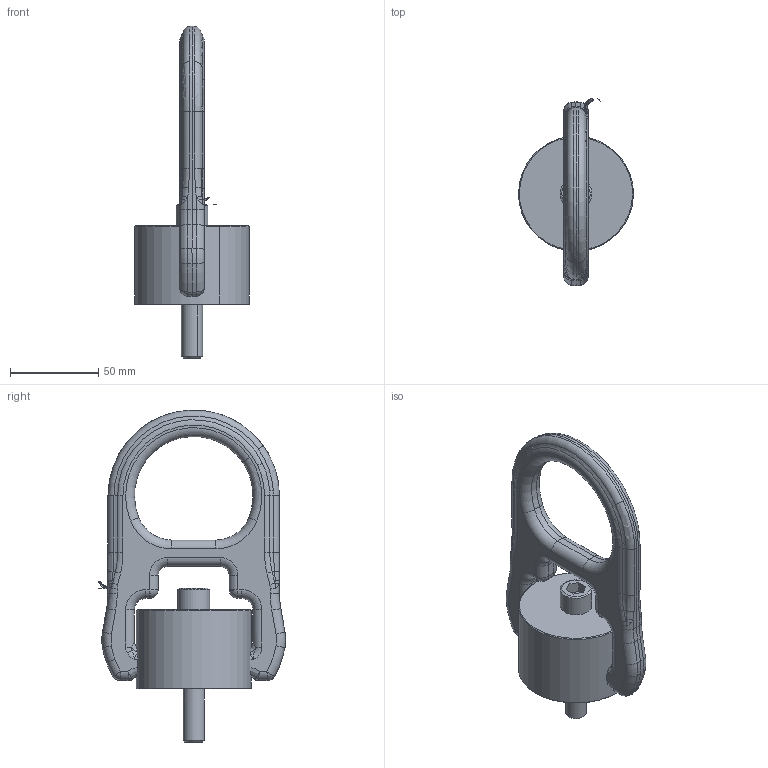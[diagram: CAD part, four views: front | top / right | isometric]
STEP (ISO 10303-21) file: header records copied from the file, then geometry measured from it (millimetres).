
FILE_DESCRIPTION(('CATIA V5 STEP Exchange'),'2;1');
FILE_NAME('8-203-010L.stp','2017-06-16T08:00:38+00:00',('none'),('none'),'CATIA Version 5 Release 21 GA (IN-10)','CATIA V5 STEP AP203','none');
FILE_SCHEMA(('CONFIG_CONTROL_DESIGN'));
Length unit declared in the file: millimetre
Products named in the file (1): 8-203-010L
Bounding box: 64.98 x 105.87 x 187.7 mm (x, y, z)
Volume: 239059.8 mm3; surface area: 37727.7 mm2
Topology: 1 solids, 1 shells, 249 faces, 595 edges, 329 vertices
Faces by surface type: cylinder 66, torus 56, bspline 56, plane 33, cone 30, sphere 8
Full cylindrical faces by diameter (mm): 10 x1
Entity records: 10511 total; most frequent: CARTESIAN_POINT 5466, ORIENTED_EDGE 1148, DIRECTION 777, EDGE_CURVE 574, AXIS2_PLACEMENT_3D 418, VERTEX_POINT 330, EDGE_LOOP 256, ADVANCED_FACE 249
